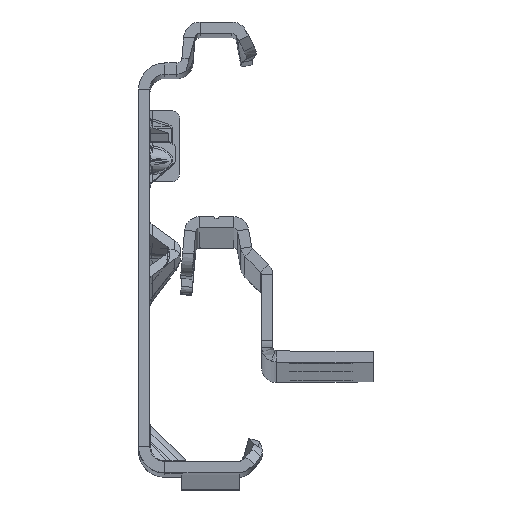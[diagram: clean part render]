
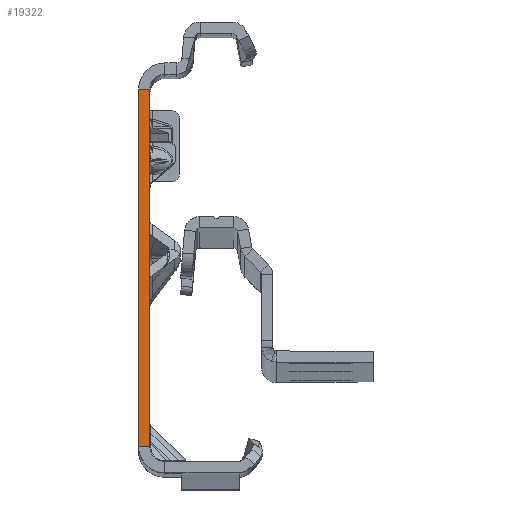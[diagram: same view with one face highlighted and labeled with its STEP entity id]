
A CAD part, top view. The second image highlights one B-rep face of the part: STEP entity #19322.
In plain terms, the highlighted planar face has unit normal (0, 0, 1).
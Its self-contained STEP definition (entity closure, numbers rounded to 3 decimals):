
#4727 = DIRECTION ( 'NONE',  ( 1., 0., 0. ) ) ;
#5450 = VECTOR ( 'NONE', #40807, 1000. ) ;
#10145 = CARTESIAN_POINT ( 'NONE',  ( -1.5, -27.865, 0. ) ) ;
#11600 = EDGE_CURVE ( 'NONE', #24800, #46159, #36469, .T. ) ;
#11694 = DIRECTION ( 'NONE',  ( 0., -1., 0. ) ) ;
#12195 = CARTESIAN_POINT ( 'NONE',  ( -1.5, -27.865, 0. ) ) ;
#13758 = PLANE ( 'NONE',  #30580 ) ;
#13810 = VECTOR ( 'NONE', #11694, 1000. ) ;
#14363 = ORIENTED_EDGE ( 'NONE', *, *, #31519, .F. ) ;
#15468 = ORIENTED_EDGE ( 'NONE', *, *, #32016, .F. ) ;
#17647 = VERTEX_POINT ( 'NONE', #33067 ) ;
#18634 = DIRECTION ( 'NONE',  ( -1., 0., 0. ) ) ;
#18667 = VERTEX_POINT ( 'NONE', #44585 ) ;
#18784 = CARTESIAN_POINT ( 'NONE',  ( 0., 22.135, 0. ) ) ;
#19322 = ADVANCED_FACE ( 'NONE', ( #41276 ), #13758, .T. ) ;
#24800 = VERTEX_POINT ( 'NONE', #42000 ) ;
#24812 = LINE ( 'NONE', #32563, #26616 ) ;
#25115 = EDGE_CURVE ( 'NONE', #46159, #18667, #37345, .T. ) ;
#25249 = ORIENTED_EDGE ( 'NONE', *, *, #11600, .T. ) ;
#26616 = VECTOR ( 'NONE', #39595, 1000. ) ;
#26856 = CARTESIAN_POINT ( 'NONE',  ( 0., -25.865, 0. ) ) ;
#27952 = EDGE_LOOP ( 'NONE', ( #15468, #25249, #40043, #14363 ) ) ;
#30580 = AXIS2_PLACEMENT_3D ( 'NONE', #10145, #32619, #4727 ) ;
#31519 = EDGE_CURVE ( 'NONE', #17647, #18667, #33635, .T. ) ;
#32016 = EDGE_CURVE ( 'NONE', #24800, #17647, #24812, .T. ) ;
#32563 = CARTESIAN_POINT ( 'NONE',  ( 0., -27.865, 0. ) ) ;
#32619 = DIRECTION ( 'NONE',  ( 0., 0., 1. ) ) ;
#33067 = CARTESIAN_POINT ( 'NONE',  ( 0., -25.865, 0. ) ) ;
#33635 = LINE ( 'NONE', #26856, #44377 ) ;
#36469 = LINE ( 'NONE', #18784, #5450 ) ;
#37345 = LINE ( 'NONE', #12195, #13810 ) ;
#39201 = CARTESIAN_POINT ( 'NONE',  ( -1.5, 22.135, 0. ) ) ;
#39595 = DIRECTION ( 'NONE',  ( 0., -1., 0. ) ) ;
#40043 = ORIENTED_EDGE ( 'NONE', *, *, #25115, .T. ) ;
#40807 = DIRECTION ( 'NONE',  ( -1., 0., 0. ) ) ;
#41276 = FACE_OUTER_BOUND ( 'NONE', #27952, .T. ) ;
#42000 = CARTESIAN_POINT ( 'NONE',  ( 0., 22.135, 0. ) ) ;
#44377 = VECTOR ( 'NONE', #18634, 1000. ) ;
#44585 = CARTESIAN_POINT ( 'NONE',  ( -1.5, -25.865, 0. ) ) ;
#46159 = VERTEX_POINT ( 'NONE', #39201 ) ;
